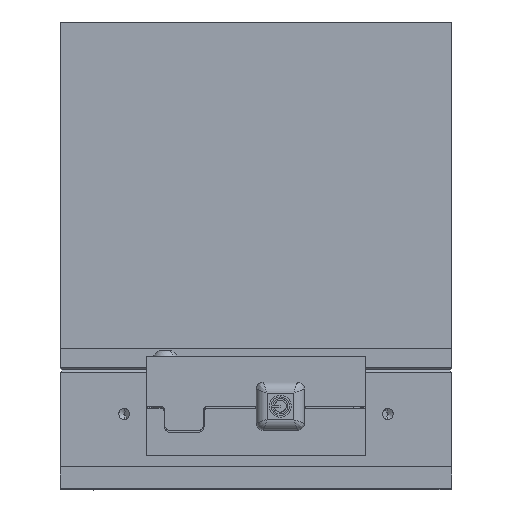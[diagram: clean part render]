
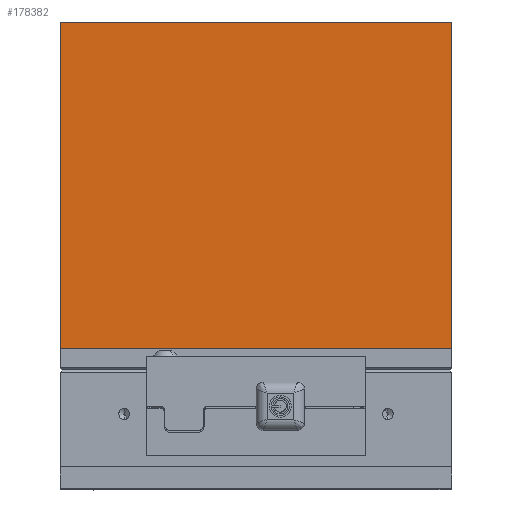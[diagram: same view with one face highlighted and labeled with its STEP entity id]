
A CAD part, top view. The second image highlights one B-rep face of the part: STEP entity #178382.
In plain terms, the highlighted planar face has unit normal (0, 0, 1).
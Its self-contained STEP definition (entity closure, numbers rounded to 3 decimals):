
#3403 = DIRECTION ( 'NONE',  ( 0., -1., 0. ) ) ;
#17408 = VECTOR ( 'NONE', #44615, 1000. ) ;
#31307 = VERTEX_POINT ( 'NONE', #116451 ) ;
#34106 = VERTEX_POINT ( 'NONE', #122431 ) ;
#41648 = DIRECTION ( 'NONE',  ( 0., -1., 0. ) ) ;
#41662 = VERTEX_POINT ( 'NONE', #98887 ) ;
#43328 = CARTESIAN_POINT ( 'NONE',  ( -0.904, 86.674, 44.16 ) ) ;
#44452 = ORIENTED_EDGE ( 'NONE', *, *, #177860, .F. ) ;
#44615 = DIRECTION ( 'NONE',  ( 1., 0., 0. ) ) ;
#57034 = AXIS2_PLACEMENT_3D ( 'NONE', #104469, #91238, #120273 ) ;
#58770 = CARTESIAN_POINT ( 'NONE',  ( -0.904, 86.674, 44.16 ) ) ;
#68019 = ORIENTED_EDGE ( 'NONE', *, *, #143925, .T. ) ;
#91035 = CARTESIAN_POINT ( 'NONE',  ( -89.904, 86.674, 44.16 ) ) ;
#91238 = DIRECTION ( 'NONE',  ( 0., 0., -1. ) ) ;
#92981 = EDGE_LOOP ( 'NONE', ( #127826, #44452, #112738, #68019 ) ) ;
#98887 = CARTESIAN_POINT ( 'NONE',  ( -0.904, 12.474, 44.16 ) ) ;
#99118 = FACE_OUTER_BOUND ( 'NONE', #92981, .T. ) ;
#102771 = VECTOR ( 'NONE', #151336, 1000. ) ;
#104469 = CARTESIAN_POINT ( 'NONE',  ( -0.904, 86.674, 44.16 ) ) ;
#112738 = ORIENTED_EDGE ( 'NONE', *, *, #145013, .F. ) ;
#116451 = CARTESIAN_POINT ( 'NONE',  ( -0.904, 86.674, 44.16 ) ) ;
#120273 = DIRECTION ( 'NONE',  ( -1., 0., 0. ) ) ;
#121677 = LINE ( 'NONE', #194730, #102771 ) ;
#122431 = CARTESIAN_POINT ( 'NONE',  ( -89.904, 86.674, 44.16 ) ) ;
#127826 = ORIENTED_EDGE ( 'NONE', *, *, #148756, .T. ) ;
#140377 = CARTESIAN_POINT ( 'NONE',  ( -89.904, 12.474, 44.16 ) ) ;
#143925 = EDGE_CURVE ( 'NONE', #34106, #183855, #182539, .T. ) ;
#145013 = EDGE_CURVE ( 'NONE', #34106, #31307, #189367, .T. ) ;
#148756 = EDGE_CURVE ( 'NONE', #183855, #41662, #121677, .T. ) ;
#151186 = PLANE ( 'NONE',  #57034 ) ;
#151336 = DIRECTION ( 'NONE',  ( 1., 0., 0. ) ) ;
#153544 = LINE ( 'NONE', #58770, #181810 ) ;
#166108 = VECTOR ( 'NONE', #3403, 1000. ) ;
#177860 = EDGE_CURVE ( 'NONE', #31307, #41662, #153544, .T. ) ;
#178382 = ADVANCED_FACE ( 'NONE', ( #99118 ), #151186, .F. ) ;
#181810 = VECTOR ( 'NONE', #41648, 1000. ) ;
#182539 = LINE ( 'NONE', #91035, #166108 ) ;
#183855 = VERTEX_POINT ( 'NONE', #140377 ) ;
#189367 = LINE ( 'NONE', #43328, #17408 ) ;
#194730 = CARTESIAN_POINT ( 'NONE',  ( -0.904, 12.474, 44.16 ) ) ;
